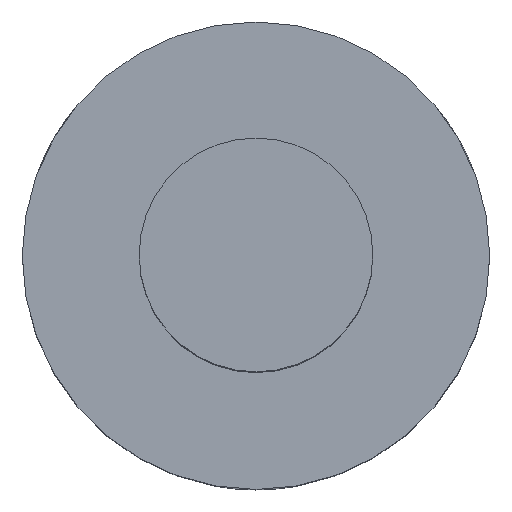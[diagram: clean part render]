
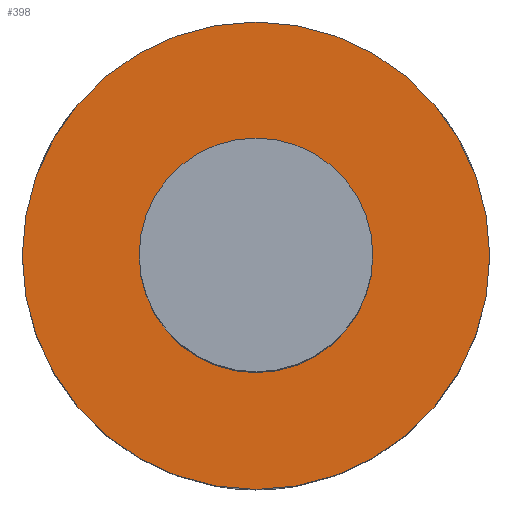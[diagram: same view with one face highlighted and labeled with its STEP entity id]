
A CAD part, top view. The second image highlights one B-rep face of the part: STEP entity #398.
In plain terms, the highlighted planar face has unit normal (0, 0, 1).
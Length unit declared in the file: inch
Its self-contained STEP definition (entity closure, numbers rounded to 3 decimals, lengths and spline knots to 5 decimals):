
#16=FACE_BOUND('',#77,.T.);
#37=PLANE('',#446);
#54=FACE_OUTER_BOUND('',#76,.T.);
#76=EDGE_LOOP('',(#320));
#77=EDGE_LOOP('',(#321));
#166=CIRCLE('',#440,0.25);
#170=CIRCLE('',#447,0.5);
#198=VERTEX_POINT('',#839);
#205=VERTEX_POINT('',#857);
#245=EDGE_CURVE('',#198,#198,#166,.T.);
#252=EDGE_CURVE('',#205,#205,#170,.T.);
#320=ORIENTED_EDGE('',*,*,#252,.T.);
#321=ORIENTED_EDGE('',*,*,#245,.T.);
#398=ADVANCED_FACE('',(#54,#16),#37,.T.);
#440=AXIS2_PLACEMENT_3D('',#841,#511,#512);
#446=AXIS2_PLACEMENT_3D('',#856,#526,#527);
#447=AXIS2_PLACEMENT_3D('',#858,#528,#529);
#511=DIRECTION('center_axis',(0.,0.,-1.));
#512=DIRECTION('ref_axis',(-1.,0.,0.));
#526=DIRECTION('center_axis',(0.,0.,1.));
#527=DIRECTION('ref_axis',(1.,0.,0.));
#528=DIRECTION('center_axis',(0.,0.,1.));
#529=DIRECTION('ref_axis',(1.,0.,0.));
#839=CARTESIAN_POINT('',(0.25,0.,0.625));
#841=CARTESIAN_POINT('Origin',(0.,0.,0.625));
#856=CARTESIAN_POINT('Origin',(0.,0.,0.625));
#857=CARTESIAN_POINT('',(-0.5,0.,0.625));
#858=CARTESIAN_POINT('Origin',(0.,0.,0.625));
